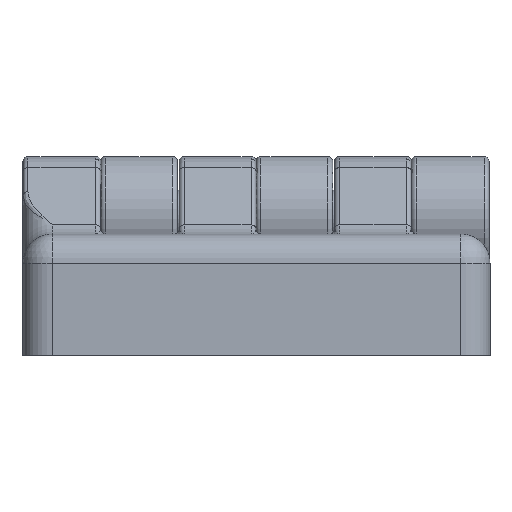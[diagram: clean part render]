
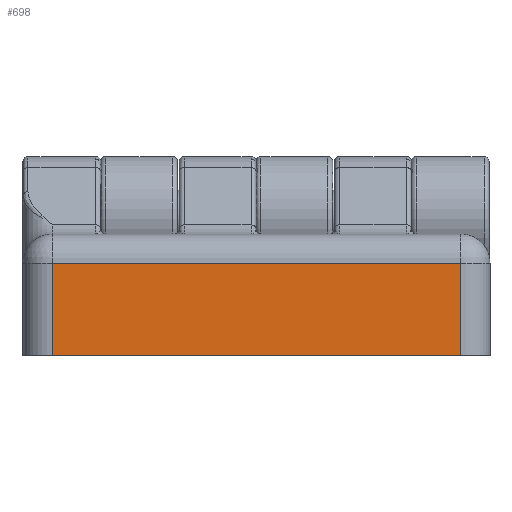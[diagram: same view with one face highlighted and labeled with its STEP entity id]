
A CAD part, front view. The second image highlights one B-rep face of the part: STEP entity #698.
In plain terms, the highlighted planar face has unit normal (0, -1, 0).
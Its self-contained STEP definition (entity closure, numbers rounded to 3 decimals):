
#698 = ADVANCED_FACE( '', ( #1519 ), #1520, .T. );
#1519 = FACE_OUTER_BOUND( '', #4086, .T. );
#1520 = PLANE( '', #4087 );
#4086 = EDGE_LOOP( '', ( #6481, #6482, #6483, #6484 ) );
#4087 = AXIS2_PLACEMENT_3D( '', #6485, #6486, #6487 );
#6481 = ORIENTED_EDGE( '', *, *, #8151, .T. );
#6482 = ORIENTED_EDGE( '', *, *, #8186, .T. );
#6483 = ORIENTED_EDGE( '', *, *, #8187, .T. );
#6484 = ORIENTED_EDGE( '', *, *, #8188, .F. );
#6485 = CARTESIAN_POINT( '', ( 24.05, -8.5, 12.5 ) );
#6486 = DIRECTION( '', ( 0., -1., 0. ) );
#6487 = DIRECTION( '', ( 0., 0., -1. ) );
#8151 = EDGE_CURVE( '', #9526, #9214, #9527, .F. );
#8186 = EDGE_CURVE( '', #9214, #9401, #9567, .T. );
#8187 = EDGE_CURVE( '', #9401, #9568, #9569, .T. );
#8188 = EDGE_CURVE( '', #9526, #9568, #9570, .T. );
#9214 = VERTEX_POINT( '', #11721 );
#9401 = VERTEX_POINT( '', #12271 );
#9526 = VERTEX_POINT( '', #12483 );
#9527 = LINE( '', #12484, #12485 );
#9567 = LINE( '', #12533, #12534 );
#9568 = VERTEX_POINT( '', #12535 );
#9569 = LINE( '', #12536, #12537 );
#9570 = LINE( '', #12538, #12539 );
#11721 = CARTESIAN_POINT( '', ( 21.05, -8.5, 9.5 ) );
#12271 = CARTESIAN_POINT( '', ( -21.05, -8.5, 9.5 ) );
#12483 = CARTESIAN_POINT( '', ( 21.05, -8.5, 0. ) );
#12484 = CARTESIAN_POINT( '', ( 21.05, -8.5, 12.5 ) );
#12485 = VECTOR( '', #13969, 1000. );
#12533 = CARTESIAN_POINT( '', ( -21.05, -8.5, 9.5 ) );
#12534 = VECTOR( '', #14014, 1000. );
#12535 = CARTESIAN_POINT( '', ( -21.05, -8.5, 0. ) );
#12536 = CARTESIAN_POINT( '', ( -21.05, -8.5, 12.5 ) );
#12537 = VECTOR( '', #14015, 1000. );
#12538 = CARTESIAN_POINT( '', ( 24.05, -8.5, 0. ) );
#12539 = VECTOR( '', #14016, 1000. );
#13969 = DIRECTION( '', ( 0., 0., -1. ) );
#14014 = DIRECTION( '', ( -1., 0., 0. ) );
#14015 = DIRECTION( '', ( 0., 0., -1. ) );
#14016 = DIRECTION( '', ( -1., 0., 0. ) );
